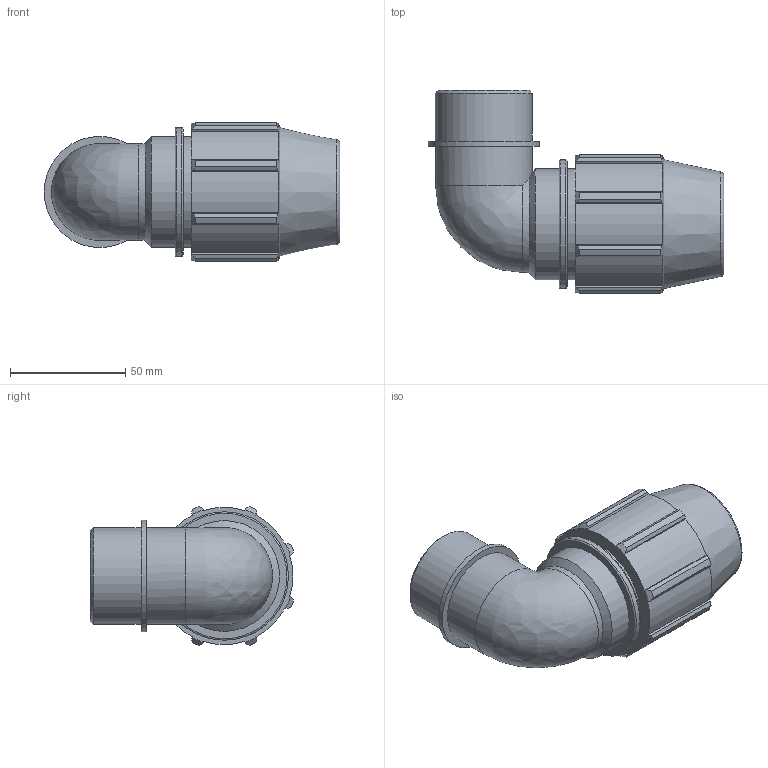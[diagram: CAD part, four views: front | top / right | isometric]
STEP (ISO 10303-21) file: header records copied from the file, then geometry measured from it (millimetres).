
FILE_DESCRIPTION(/* description */ ('PLASSON 90° ELBOW MALE ADAPTOR 32-1.1/4"'),/* implementation_level */ '2;1');
FILE_NAME(/* name */ '078500032013_188500032013_0785060320130A.ipt.stp',/* time_stamp */ '2017-06-06T13:30:45+03:00',/* author */ ('KIM'),/* organization */ (''),/* preprocessor_version */ 'ST-DEVELOPER v15.6',/* originating_system */ 'Autodesk Inventor 2015',/* authorisation */ '');
FILE_SCHEMA (('AUTOMOTIVE_DESIGN { 1 0 10303 214 3 1 1 }'));
Length unit declared in the file: millimetre
Products named in the file (1): 078500032013_188500032013_0785060320130A
Bounding box: 128.1 x 88.11 x 60.22 mm (x, y, z)
Volume: 183932.7 mm3; surface area: 44754.4 mm2
Topology: 1 solids, 1 shells, 86 faces, 225 edges, 146 vertices
Faces by surface type: plane 41, cylinder 26, cone 14, torus 4, bspline 1
Full cylindrical faces by diameter (mm): 29.337 x2, 32 x1, 41.91 x2, 48 x2, 48.197 x1, 55.68 x1
Entity records: 2618 total; most frequent: CARTESIAN_POINT 532, DIRECTION 410, ORIENTED_EDGE 400, EDGE_CURVE 200, AXIS2_PLACEMENT_3D 157, VERTEX_POINT 142, EDGE_LOOP 114, LINE 96
